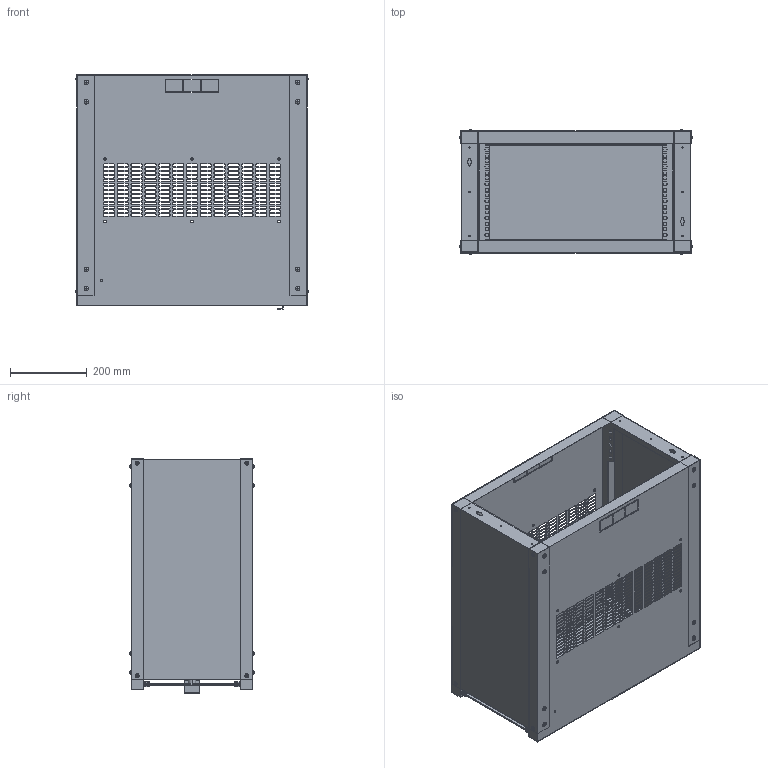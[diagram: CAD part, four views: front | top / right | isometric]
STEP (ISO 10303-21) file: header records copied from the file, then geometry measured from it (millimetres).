
FILE_DESCRIPTION (( 'STEP AP214' ), '1' );
FILE_NAME ('ITK_LINEA_WE_600x600_6U_Stekl.STEP', '2018-11-28T07:19:00', ( '' ), ( '' ), 'SwSTEP 2.0', 'SolidWorks 2014', '' );
FILE_SCHEMA (( 'AUTOMOTIVE_DESIGN' ));
Length unit declared in the file: millimetre
Products named in the file (14): Steklo_-00; Osnovanie_600õ600; ITK_LINEA_WE_600x600_6U_Stekl; Vint_01; Ugolok_6U; Dver_stekl; Petlya_stekl_01; Vint_petli; Vint_rezb_Œ4å6; Petlya_stekl_00; Bokovina_600õ600; Ruchka; Gayka; Bokovina_6U
Assembly tree (46 placements, depth 3):
  ITK_LINEA_WE_600x600_6U_Stekl
    Osnovanie_600õ600  x2
    Bokovina_600õ600  x2
      Bokovina_6U
      Gayka
    Ugolok_6U  x2
    Dver_stekl
      Steklo_-00
      Ruchka
      Petlya_stekl_00
      Vint_petli  x4
      Petlya_stekl_01
    Vint_01  x20
    Vint_rezb_Œ4å6  x8
Bounding box: 604.72 x 323.86 x 609.5 mm (x, y, z)
Volume: 2050231.8 mm3; surface area: 3224293.5 mm2
Topology: 46 solids, 46 shells, 4259 faces, 11928 edges, 7794 vertices
Faces by surface type: plane 2741, cylinder 1340, bspline 96, sphere 56, torus 16, cone 10
Entity records: 57453 total; most frequent: CARTESIAN_POINT 10238, ORIENTED_EDGE 9618, DIRECTION 9451, EDGE_CURVE 4809, LINE 3541, VECTOR 3541, VERTEX_POINT 3158, AXIS2_PLACEMENT_3D 2955
